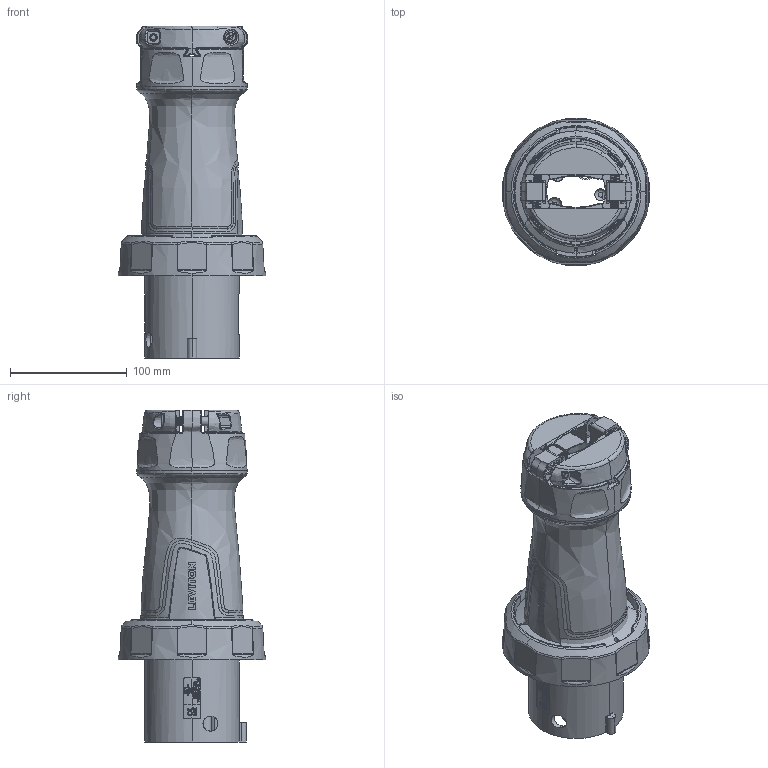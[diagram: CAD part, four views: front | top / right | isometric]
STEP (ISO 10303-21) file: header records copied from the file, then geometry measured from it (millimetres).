
FILE_DESCRIPTION (( 'STEP AP214' ), '1' );
FILE_NAME ('ORC5146-M01.STEP', '2024-07-29T15:47:59', ( '' ), ( '' ), 'SwSTEP 2.0', 'SolidWorks 2020', '' );
FILE_SCHEMA (( 'AUTOMOTIVE_DESIGN' ));
Length unit declared in the file: inch
Products named in the file (1): ORC5146-M01
Bounding box: 126.76 x 126.76 x 284.71 mm (x, y, z)
Surface area: 178563.9 mm2 (no closed solid volume)
Topology: 0 solids, 67 shells, 1266 faces, 5957 edges, 4623 vertices
Faces by surface type: bspline 438, plane 364, cylinder 343, cone 85, sphere 18, torus 18
Entity records: 128747 total; most frequent: CARTESIAN_POINT 72659, ORIENTED_EDGE 8514, EDGE_CURVE 5945, DIRECTION 5774, VERTEX_POINT 4621, VECTOR 2362, LINE 2362, B_SPLINE_CURVE_WITH_KNOTS 2109
